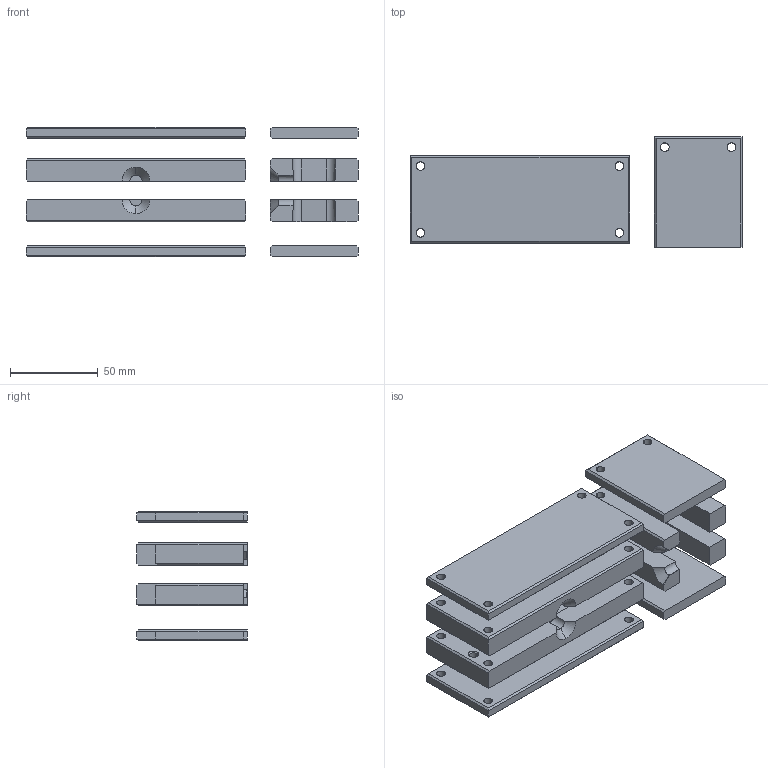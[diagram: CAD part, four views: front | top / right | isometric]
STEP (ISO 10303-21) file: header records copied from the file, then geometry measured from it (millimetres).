
FILE_DESCRIPTION ((), '1');
FILE_NAME ('MoldProfile.stp', '2022-02-19T08:08:52', ('Unknown'), ('Unknown'), 'HarmonyWare STEP v2.1.4', 'HarmonyWare Translators', '');
FILE_SCHEMA (('CONFIG_CONTROL_DESIGN'));
Length unit declared in the file: millimetre
Assembly tree (8 placements, depth 2):
  (unnamed)
    (unnamed)
    (unnamed)
    (unnamed)
    (unnamed)
    (unnamed)
    (unnamed)
    (unnamed)
    (unnamed)
Bounding box: 189.3 x 63.05 x 74 mm (x, y, z)
Volume: 259332.5 mm3; surface area: 92420.5 mm2
Topology: 8 solids, 8 shells, 228 faces, 572 edges, 352 vertices
Faces by surface type: bspline 228
Entity records: 9006 total; most frequent: CARTESIAN_POINT 4470, ORIENTED_EDGE 1120, EDGE_CURVE 560, B_SPLINE_CURVE_WITH_KNOTS 380, VERTEX_POINT 352, EDGE_LOOP 284, FACE_OUTER_BOUND 228, ADVANCED_FACE 228
